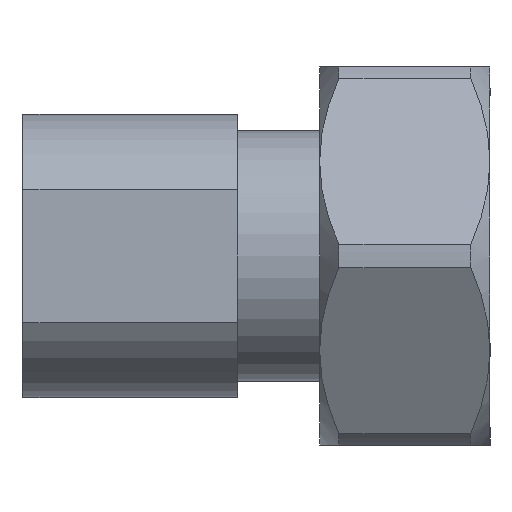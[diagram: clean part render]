
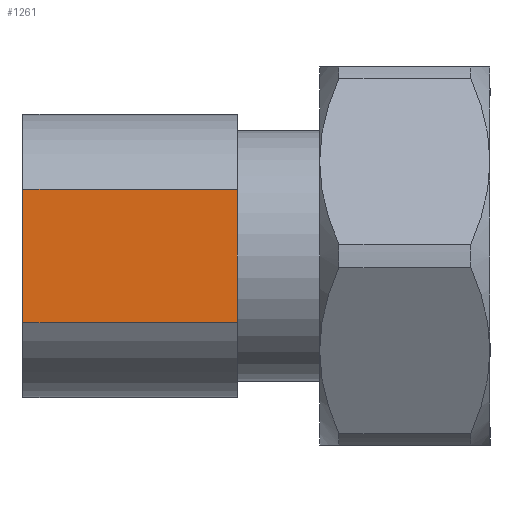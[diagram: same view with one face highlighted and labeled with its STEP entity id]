
A CAD part, left-side view. The second image highlights one B-rep face of the part: STEP entity #1261.
In plain terms, the highlighted face is planar.
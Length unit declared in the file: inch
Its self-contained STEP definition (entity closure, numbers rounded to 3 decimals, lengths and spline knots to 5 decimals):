
#124 = DIRECTION ( 'NONE',  ( 0., 0., 1. ) ) ;
#331 = ORIENTED_EDGE ( 'NONE', *, *, #768, .F. ) ;
#768 = EDGE_CURVE ( 'NONE', #3717, #1456, #6047, .T. ) ;
#961 = EDGE_CURVE ( 'NONE', #1861, #3717, #3763, .T. ) ;
#1261 = ADVANCED_FACE ( 'NONE', ( #2645 ), #5551, .F. ) ;
#1363 = LINE ( 'NONE', #1870, #5421 ) ;
#1456 = VERTEX_POINT ( 'NONE', #2050 ) ;
#1722 = EDGE_CURVE ( 'NONE', #1861, #3687, #4407, .T. ) ;
#1745 = CARTESIAN_POINT ( 'NONE',  ( 0.83465, 0.41339, 0. ) ) ;
#1756 = DIRECTION ( 'NONE',  ( 0., 0., 1. ) ) ;
#1769 = ORIENTED_EDGE ( 'NONE', *, *, #1722, .T. ) ;
#1861 = VERTEX_POINT ( 'NONE', #4254 ) ;
#1870 = CARTESIAN_POINT ( 'NONE',  ( 0.83465, 0.41339, 0. ) ) ;
#1966 = DIRECTION ( 'NONE',  ( 1., 0., 0. ) ) ;
#2050 = CARTESIAN_POINT ( 'NONE',  ( 1.54331, 0.41339, 0.22047 ) ) ;
#2257 = EDGE_LOOP ( 'NONE', ( #1769, #6034, #2916, #331, #4013 ) ) ;
#2417 = VECTOR ( 'NONE', #1966, 39.37008 ) ;
#2553 = CARTESIAN_POINT ( 'NONE',  ( 1.54331, 0.41339, -0.22047 ) ) ;
#2645 = FACE_OUTER_BOUND ( 'NONE', #2257, .T. ) ;
#2916 = ORIENTED_EDGE ( 'NONE', *, *, #5376, .F. ) ;
#3177 = DIRECTION ( 'NONE',  ( 0., 0., -1. ) ) ;
#3228 = VECTOR ( 'NONE', #124, 39.37008 ) ;
#3396 = VERTEX_POINT ( 'NONE', #4714 ) ;
#3511 = EDGE_CURVE ( 'NONE', #3687, #3396, #1363, .T. ) ;
#3687 = VERTEX_POINT ( 'NONE', #1745 ) ;
#3694 = DIRECTION ( 'NONE',  ( 0., 0., 1. ) ) ;
#3717 = VERTEX_POINT ( 'NONE', #2553 ) ;
#3763 = LINE ( 'NONE', #4253, #2417 ) ;
#4013 = ORIENTED_EDGE ( 'NONE', *, *, #961, .F. ) ;
#4075 = DIRECTION ( 'NONE',  ( -1., 0., 0. ) ) ;
#4125 = AXIS2_PLACEMENT_3D ( 'NONE', #4615, #4586, #3177 ) ;
#4253 = CARTESIAN_POINT ( 'NONE',  ( 0.83465, 0.41339, -0.22047 ) ) ;
#4254 = CARTESIAN_POINT ( 'NONE',  ( 0.83465, 0.41339, -0.22047 ) ) ;
#4407 = LINE ( 'NONE', #5366, #3228 ) ;
#4586 = DIRECTION ( 'NONE',  ( 0., -1., 0. ) ) ;
#4615 = CARTESIAN_POINT ( 'NONE',  ( -1.07161, 0.41339, 0.78939 ) ) ;
#4714 = CARTESIAN_POINT ( 'NONE',  ( 0.83465, 0.41339, 0.22047 ) ) ;
#5366 = CARTESIAN_POINT ( 'NONE',  ( 0.83465, 0.41339, 0. ) ) ;
#5376 = EDGE_CURVE ( 'NONE', #1456, #3396, #5537, .T. ) ;
#5421 = VECTOR ( 'NONE', #3694, 39.37008 ) ;
#5537 = LINE ( 'NONE', #5887, #6001 ) ;
#5551 = PLANE ( 'NONE',  #4125 ) ;
#5559 = CARTESIAN_POINT ( 'NONE',  ( 1.54331, 0.41339, 0. ) ) ;
#5887 = CARTESIAN_POINT ( 'NONE',  ( 0.83465, 0.41339, 0.22047 ) ) ;
#6001 = VECTOR ( 'NONE', #4075, 39.37008 ) ;
#6034 = ORIENTED_EDGE ( 'NONE', *, *, #3511, .T. ) ;
#6047 = LINE ( 'NONE', #5559, #6097 ) ;
#6097 = VECTOR ( 'NONE', #1756, 39.37008 ) ;
